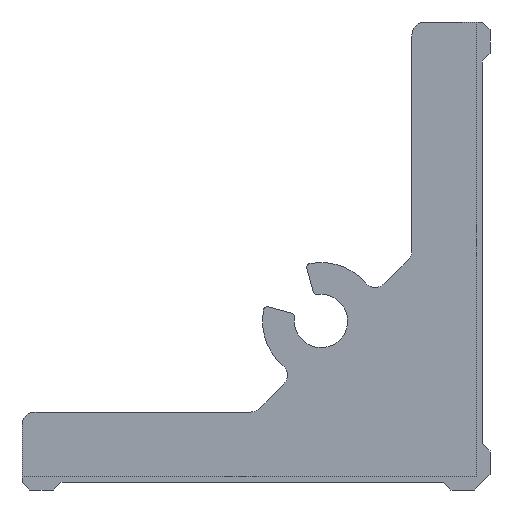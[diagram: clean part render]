
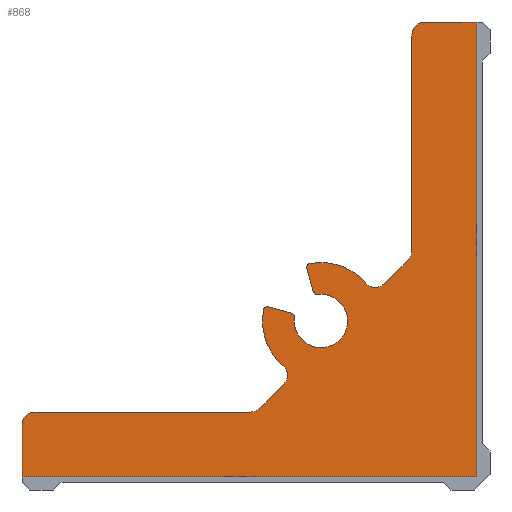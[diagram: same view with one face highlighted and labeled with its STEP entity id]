
A CAD part, left-side view. The second image highlights one B-rep face of the part: STEP entity #868.
In plain terms, the highlighted planar face has unit normal (-1, 0, 0).
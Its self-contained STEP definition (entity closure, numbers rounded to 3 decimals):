
#24=CIRCLE('',#904,1.);
#26=CIRCLE('',#911,1.);
#29=CIRCLE('',#916,1.);
#31=CIRCLE('',#920,1.);
#33=CIRCLE('',#923,4.5);
#35=CIRCLE('',#926,0.3);
#37=CIRCLE('',#930,0.3);
#39=CIRCLE('',#933,2.05);
#41=CIRCLE('',#936,0.3);
#43=CIRCLE('',#940,0.3);
#45=CIRCLE('',#943,4.5);
#47=CIRCLE('',#946,1.);
#49=CIRCLE('',#950,1.);
#202=ORIENTED_EDGE('',*,*,#324,.F.);
#203=ORIENTED_EDGE('',*,*,#399,.F.);
#204=ORIENTED_EDGE('',*,*,#395,.T.);
#205=ORIENTED_EDGE('',*,*,#392,.F.);
#206=ORIENTED_EDGE('',*,*,#389,.T.);
#207=ORIENTED_EDGE('',*,*,#386,.F.);
#208=ORIENTED_EDGE('',*,*,#383,.F.);
#209=ORIENTED_EDGE('',*,*,#380,.F.);
#210=ORIENTED_EDGE('',*,*,#377,.F.);
#211=ORIENTED_EDGE('',*,*,#374,.T.);
#212=ORIENTED_EDGE('',*,*,#371,.F.);
#213=ORIENTED_EDGE('',*,*,#368,.F.);
#214=ORIENTED_EDGE('',*,*,#365,.F.);
#215=ORIENTED_EDGE('',*,*,#362,.F.);
#216=ORIENTED_EDGE('',*,*,#359,.T.);
#217=ORIENTED_EDGE('',*,*,#356,.F.);
#218=ORIENTED_EDGE('',*,*,#353,.T.);
#219=ORIENTED_EDGE('',*,*,#350,.F.);
#220=ORIENTED_EDGE('',*,*,#346,.F.);
#221=ORIENTED_EDGE('',*,*,#340,.F.);
#222=ORIENTED_EDGE('',*,*,#322,.F.);
#223=ORIENTED_EDGE('',*,*,#319,.F.);
#224=ORIENTED_EDGE('',*,*,#328,.F.);
#319=EDGE_CURVE('',#443,#444,#527,.T.);
#322=EDGE_CURVE('',#444,#446,#530,.T.);
#324=EDGE_CURVE('',#447,#448,#24,.T.);
#328=EDGE_CURVE('',#448,#443,#534,.T.);
#340=EDGE_CURVE('',#446,#459,#546,.T.);
#346=EDGE_CURVE('',#459,#463,#26,.T.);
#350=EDGE_CURVE('',#463,#466,#553,.T.);
#353=EDGE_CURVE('',#468,#466,#29,.T.);
#356=EDGE_CURVE('',#468,#470,#557,.T.);
#359=EDGE_CURVE('',#472,#470,#31,.T.);
#362=EDGE_CURVE('',#472,#474,#33,.T.);
#365=EDGE_CURVE('',#474,#476,#35,.T.);
#368=EDGE_CURVE('',#476,#478,#563,.T.);
#371=EDGE_CURVE('',#478,#480,#37,.T.);
#374=EDGE_CURVE('',#482,#480,#39,.T.);
#377=EDGE_CURVE('',#482,#484,#41,.T.);
#380=EDGE_CURVE('',#484,#486,#569,.T.);
#383=EDGE_CURVE('',#486,#488,#43,.T.);
#386=EDGE_CURVE('',#488,#490,#45,.T.);
#389=EDGE_CURVE('',#492,#490,#47,.T.);
#392=EDGE_CURVE('',#492,#494,#575,.T.);
#395=EDGE_CURVE('',#496,#494,#49,.T.);
#399=EDGE_CURVE('',#496,#447,#579,.T.);
#443=VERTEX_POINT('',#1228);
#444=VERTEX_POINT('',#1230);
#446=VERTEX_POINT('',#1236);
#447=VERTEX_POINT('',#1240);
#448=VERTEX_POINT('',#1241);
#459=VERTEX_POINT('',#1272);
#463=VERTEX_POINT('',#1283);
#466=VERTEX_POINT('',#1291);
#468=VERTEX_POINT('',#1297);
#470=VERTEX_POINT('',#1303);
#472=VERTEX_POINT('',#1309);
#474=VERTEX_POINT('',#1315);
#476=VERTEX_POINT('',#1321);
#478=VERTEX_POINT('',#1327);
#480=VERTEX_POINT('',#1333);
#482=VERTEX_POINT('',#1339);
#484=VERTEX_POINT('',#1345);
#486=VERTEX_POINT('',#1351);
#488=VERTEX_POINT('',#1357);
#490=VERTEX_POINT('',#1363);
#492=VERTEX_POINT('',#1369);
#494=VERTEX_POINT('',#1375);
#496=VERTEX_POINT('',#1381);
#527=LINE('',#1229,#621);
#530=LINE('',#1235,#624);
#534=LINE('',#1248,#628);
#546=LINE('',#1271,#640);
#553=LINE('',#1290,#647);
#557=LINE('',#1302,#651);
#563=LINE('',#1326,#657);
#569=LINE('',#1350,#663);
#575=LINE('',#1374,#669);
#579=LINE('',#1388,#673);
#621=VECTOR('',#982,1000.);
#624=VECTOR('',#987,1000.);
#628=VECTOR('',#999,1000.);
#640=VECTOR('',#1017,1000.);
#647=VECTOR('',#1034,1000.);
#651=VECTOR('',#1046,1000.);
#657=VECTOR('',#1072,1000.);
#663=VECTOR('',#1098,1000.);
#669=VECTOR('',#1124,1000.);
#673=VECTOR('',#1138,1000.);
#741=EDGE_LOOP('',(#202,#203,#204,#205,#206,#207,#208,#209,#210,#211,#212,
#213,#214,#215,#216,#217,#218,#219,#220,#221,#222,#223,#224));
#791=FACE_BOUND('',#741,.T.);
#826=PLANE('',#955);
#868=ADVANCED_FACE('',(#791),#826,.F.);
#904=AXIS2_PLACEMENT_3D('',#1239,#991,#992);
#911=AXIS2_PLACEMENT_3D('',#1282,#1025,#1026);
#916=AXIS2_PLACEMENT_3D('',#1296,#1039,#1040);
#920=AXIS2_PLACEMENT_3D('',#1308,#1051,#1052);
#923=AXIS2_PLACEMENT_3D('',#1314,#1058,#1059);
#926=AXIS2_PLACEMENT_3D('',#1320,#1065,#1066);
#930=AXIS2_PLACEMENT_3D('',#1332,#1077,#1078);
#933=AXIS2_PLACEMENT_3D('',#1338,#1084,#1085);
#936=AXIS2_PLACEMENT_3D('',#1344,#1091,#1092);
#940=AXIS2_PLACEMENT_3D('',#1356,#1103,#1104);
#943=AXIS2_PLACEMENT_3D('',#1362,#1110,#1111);
#946=AXIS2_PLACEMENT_3D('',#1368,#1117,#1118);
#950=AXIS2_PLACEMENT_3D('',#1380,#1129,#1130);
#955=AXIS2_PLACEMENT_3D('',#1391,#1142,#1143);
#982=DIRECTION('',(0.,0.,-1.));
#987=DIRECTION('',(0.,1.,0.));
#991=DIRECTION('',(1.,0.,0.));
#992=DIRECTION('',(0.,0.,-1.));
#999=DIRECTION('',(0.,-1.,0.));
#1017=DIRECTION('',(0.,0.,1.));
#1025=DIRECTION('',(1.,0.,0.));
#1026=DIRECTION('',(0.,0.,-1.));
#1034=DIRECTION('',(0.,-1.,0.));
#1039=DIRECTION('',(1.,0.,0.));
#1040=DIRECTION('',(0.,0.,-1.));
#1046=DIRECTION('',(0.,-0.707,0.707));
#1051=DIRECTION('',(1.,0.,0.));
#1052=DIRECTION('',(0.,0.,-1.));
#1058=DIRECTION('',(1.,0.,0.));
#1059=DIRECTION('',(0.,0.,-1.));
#1065=DIRECTION('',(1.,0.,0.));
#1066=DIRECTION('',(0.,0.,-1.));
#1072=DIRECTION('',(0.,-0.966,-0.259));
#1077=DIRECTION('',(1.,0.,0.));
#1078=DIRECTION('',(0.,0.,-1.));
#1084=DIRECTION('',(1.,0.,0.));
#1085=DIRECTION('',(0.,0.,-1.));
#1091=DIRECTION('',(1.,0.,0.));
#1092=DIRECTION('',(0.,0.,-1.));
#1098=DIRECTION('',(0.,0.259,0.966));
#1103=DIRECTION('',(1.,0.,0.));
#1104=DIRECTION('',(0.,0.,-1.));
#1110=DIRECTION('',(1.,0.,0.));
#1111=DIRECTION('',(0.,0.,-1.));
#1117=DIRECTION('',(1.,0.,0.));
#1118=DIRECTION('',(0.,0.,-1.));
#1124=DIRECTION('',(0.,-0.707,0.707));
#1129=DIRECTION('',(1.,0.,0.));
#1130=DIRECTION('',(0.,0.,-1.));
#1138=DIRECTION('',(0.,0.,1.));
#1142=DIRECTION('',(1.,0.,0.));
#1143=DIRECTION('',(0.,0.,-1.));
#1228=CARTESIAN_POINT('',(-7.,0.,35.));
#1229=CARTESIAN_POINT('',(-7.,0.,35.));
#1230=CARTESIAN_POINT('',(-7.,0.,0.));
#1235=CARTESIAN_POINT('',(-7.,0.,0.));
#1236=CARTESIAN_POINT('',(-7.,35.,0.));
#1239=CARTESIAN_POINT('',(-7.,4.,34.));
#1240=CARTESIAN_POINT('',(-7.,5.,34.));
#1241=CARTESIAN_POINT('',(-7.,4.,35.));
#1248=CARTESIAN_POINT('',(-7.,4.,35.));
#1271=CARTESIAN_POINT('',(-7.,35.,0.));
#1272=CARTESIAN_POINT('',(-7.,35.,4.));
#1282=CARTESIAN_POINT('',(-7.,34.,4.));
#1283=CARTESIAN_POINT('',(-7.,34.,5.));
#1290=CARTESIAN_POINT('',(-7.,34.,5.));
#1291=CARTESIAN_POINT('',(-7.,17.414,5.));
#1296=CARTESIAN_POINT('',(-7.,17.414,6.));
#1297=CARTESIAN_POINT('',(-7.,16.707,5.293));
#1302=CARTESIAN_POINT('',(-7.,16.707,5.293));
#1303=CARTESIAN_POINT('',(-7.,14.878,7.122));
#1308=CARTESIAN_POINT('',(-7.,15.585,7.829));
#1309=CARTESIAN_POINT('',(-7.,14.933,8.587));
#1314=CARTESIAN_POINT('',(-7.,12.,12.));
#1315=CARTESIAN_POINT('',(-7.,16.419,12.851));
#1320=CARTESIAN_POINT('',(-7.,16.124,12.794));
#1321=CARTESIAN_POINT('',(-7.,16.047,13.084));
#1326=CARTESIAN_POINT('',(-7.,16.047,13.084));
#1327=CARTESIAN_POINT('',(-7.,14.251,12.603));
#1332=CARTESIAN_POINT('',(-7.,14.329,12.313));
#1333=CARTESIAN_POINT('',(-7.,14.032,12.273));
#1338=CARTESIAN_POINT('',(-7.,12.,12.));
#1339=CARTESIAN_POINT('',(-7.,12.273,14.032));
#1344=CARTESIAN_POINT('',(-7.,12.313,14.329));
#1345=CARTESIAN_POINT('',(-7.,12.603,14.251));
#1350=CARTESIAN_POINT('',(-7.,12.603,14.251));
#1351=CARTESIAN_POINT('',(-7.,13.084,16.047));
#1356=CARTESIAN_POINT('',(-7.,12.794,16.124));
#1357=CARTESIAN_POINT('',(-7.,12.851,16.419));
#1362=CARTESIAN_POINT('',(-7.,12.,12.));
#1363=CARTESIAN_POINT('',(-7.,8.587,14.933));
#1368=CARTESIAN_POINT('',(-7.,7.829,15.585));
#1369=CARTESIAN_POINT('',(-7.,7.122,14.878));
#1374=CARTESIAN_POINT('',(-7.,7.122,14.878));
#1375=CARTESIAN_POINT('',(-7.,5.293,16.707));
#1380=CARTESIAN_POINT('',(-7.,6.,17.414));
#1381=CARTESIAN_POINT('',(-7.,5.,17.414));
#1388=CARTESIAN_POINT('',(-7.,5.,17.414));
#1391=CARTESIAN_POINT('',(-7.,4.,34.));
